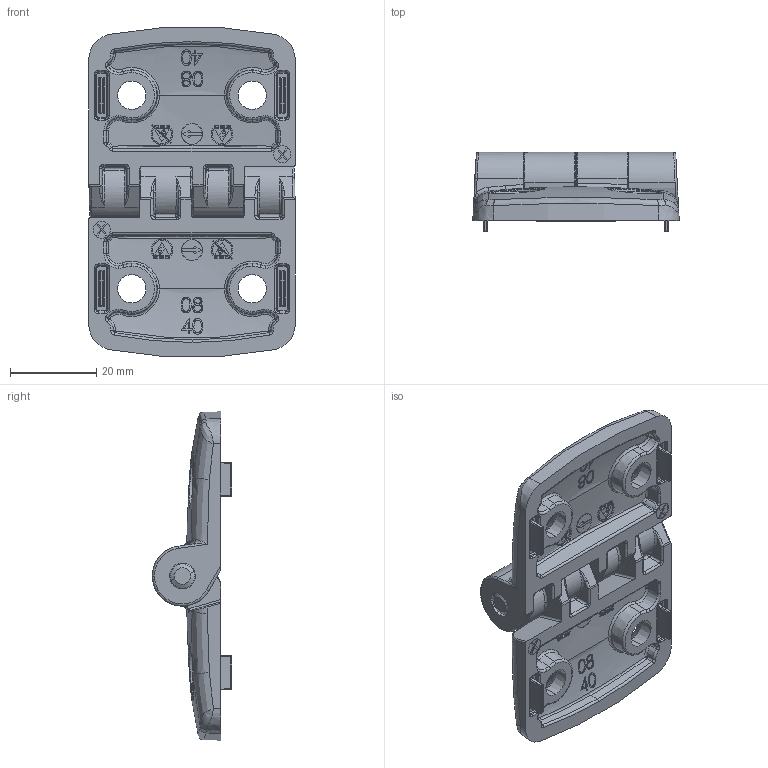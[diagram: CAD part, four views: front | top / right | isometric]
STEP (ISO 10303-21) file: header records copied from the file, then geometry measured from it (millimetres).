
FILE_DESCRIPTION (( 'STEP AP203' ), '1' );
FILE_NAME ('151141.step', '2021-06-08T11:06:33', ( '' ), ( '' ), 'SwSTEP 2.0', 'SolidWorks 2021', '' );
FILE_SCHEMA (( 'CONFIG_CONTROL_DESIGN' ));
Length unit declared in the file: millimetre
Products named in the file (1): 151141
Bounding box: 48 x 18.4 x 76.59 mm (x, y, z)
Volume: 19843.6 mm3; surface area: 13912 mm2
Topology: 3 solids, 3 shells, 1495 faces, 3836 edges, 2339 vertices
Faces by surface type: plane 704, bspline 326, cylinder 239, torus 112, cone 86, sphere 28
Entity records: 64764 total; most frequent: CARTESIAN_POINT 34583, ORIENTED_EDGE 7544, DIRECTION 4179, EDGE_CURVE 3772, VERTEX_POINT 2339, B_SPLINE_CURVE_WITH_KNOTS 2098, EDGE_LOOP 1567, ADVANCED_FACE 1495
